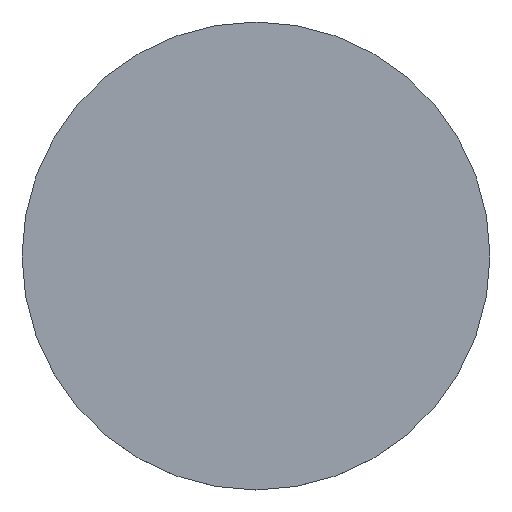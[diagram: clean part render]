
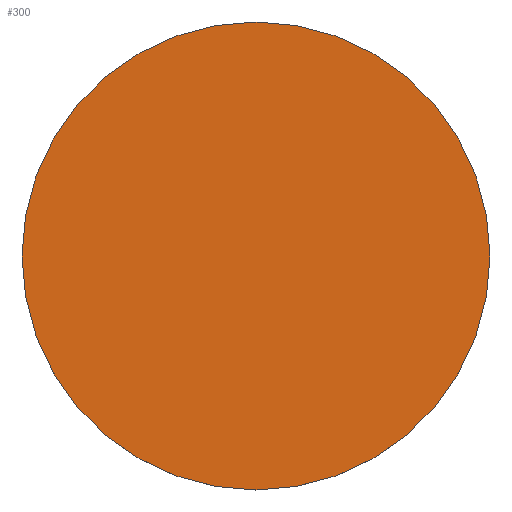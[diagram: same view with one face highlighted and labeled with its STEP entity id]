
A CAD part, top view. The second image highlights one B-rep face of the part: STEP entity #300.
In plain terms, the highlighted planar face has unit normal (0, 0, 1).
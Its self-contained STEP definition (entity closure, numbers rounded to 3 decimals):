
#243=CARTESIAN_POINT('',(-12.5,0.,108.34));
#244=VERTEX_POINT('',#243);
#251=CARTESIAN_POINT('',(12.5,0.,108.34));
#252=VERTEX_POINT('',#251);
#253=CARTESIAN_POINT('',(0.,0.,108.34));
#254=DIRECTION('',(-1.,0.,0.));
#255=DIRECTION('',(0.,0.,-1.));
#256=AXIS2_PLACEMENT_3D('',#253,#255,#254);
#257=CIRCLE('',#256,12.5);
#258=EDGE_CURVE('',#244,#252,#257,.T.);
#260=CARTESIAN_POINT('',(0.,0.,108.34));
#261=DIRECTION('',(1.,0.,0.));
#262=DIRECTION('',(0.,0.,-1.));
#263=AXIS2_PLACEMENT_3D('',#260,#262,#261);
#264=CIRCLE('',#263,12.5);
#265=EDGE_CURVE('',#252,#244,#264,.T.);
#291=CARTESIAN_POINT('',(0.,0.,108.34));
#292=DIRECTION('',(1.,0.,0.));
#293=DIRECTION('',(0.,0.,1.));
#294=AXIS2_PLACEMENT_3D('',#291,#293,#292);
#295=PLANE('',#294);
#296=ORIENTED_EDGE('',*,*,#258,.F.);
#297=ORIENTED_EDGE('',*,*,#265,.F.);
#298=EDGE_LOOP('',(#296,#297));
#299=FACE_OUTER_BOUND('',#298,.T.);
#300=ADVANCED_FACE('F10',(#299),#295,.T.);
